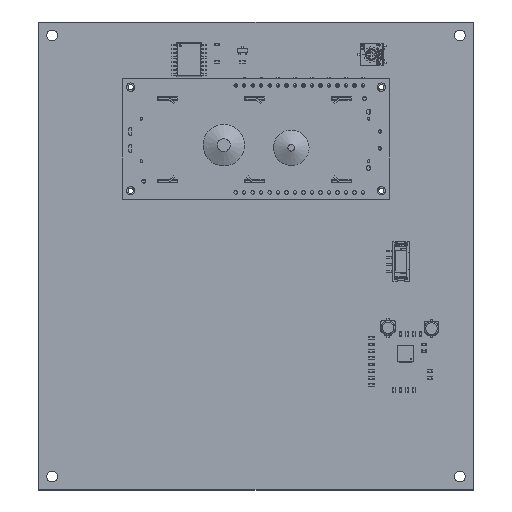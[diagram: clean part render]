
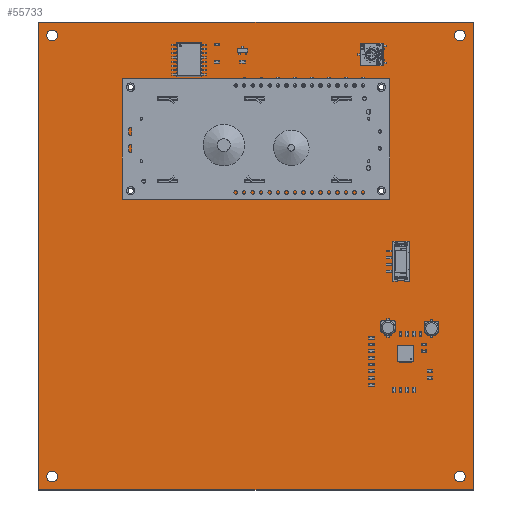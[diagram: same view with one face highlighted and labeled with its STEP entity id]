
A CAD part, top view. The second image highlights one B-rep face of the part: STEP entity #55733.
In plain terms, the highlighted planar face has unit normal (0, 0, 1).
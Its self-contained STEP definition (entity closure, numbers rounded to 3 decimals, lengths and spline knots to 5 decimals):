
#1263=CIRCLE('',#59777,0.0016);
#1265=CIRCLE('',#59780,0.0015);
#1267=CIRCLE('',#59783,0.0015);
#1269=CIRCLE('',#59786,0.0016);
#1271=CIRCLE('',#59789,0.0016);
#1273=CIRCLE('',#59792,0.0005);
#1275=CIRCLE('',#59796,0.0005);
#1277=CIRCLE('',#59800,0.0005);
#1279=CIRCLE('',#59804,0.0005);
#1281=CIRCLE('',#59808,0.0016);
#1283=CIRCLE('',#59811,0.0015);
#1285=CIRCLE('',#59814,0.0015);
#16323=ORIENTED_EDGE('',*,*,#23606,.F.);
#16324=ORIENTED_EDGE('',*,*,#23608,.F.);
#16325=ORIENTED_EDGE('',*,*,#23610,.F.);
#16326=ORIENTED_EDGE('',*,*,#23612,.F.);
#16327=ORIENTED_EDGE('',*,*,#23614,.F.);
#16328=ORIENTED_EDGE('',*,*,#23635,.F.);
#16329=ORIENTED_EDGE('',*,*,#23633,.T.);
#16330=ORIENTED_EDGE('',*,*,#23629,.F.);
#16331=ORIENTED_EDGE('',*,*,#23627,.T.);
#16332=ORIENTED_EDGE('',*,*,#23623,.F.);
#16333=ORIENTED_EDGE('',*,*,#23621,.T.);
#16334=ORIENTED_EDGE('',*,*,#23617,.F.);
#16335=ORIENTED_EDGE('',*,*,#23639,.T.);
#16336=ORIENTED_EDGE('',*,*,#23640,.F.);
#16337=ORIENTED_EDGE('',*,*,#23642,.F.);
#16338=ORIENTED_EDGE('',*,*,#23644,.F.);
#16339=ORIENTED_EDGE('',*,*,#23650,.F.);
#16340=ORIENTED_EDGE('',*,*,#23647,.F.);
#16341=ORIENTED_EDGE('',*,*,#23651,.F.);
#16342=ORIENTED_EDGE('',*,*,#23652,.F.);
#23606=EDGE_CURVE('',#28404,#28404,#1263,.T.);
#23608=EDGE_CURVE('',#28406,#28406,#1265,.T.);
#23610=EDGE_CURVE('',#28408,#28408,#1267,.T.);
#23612=EDGE_CURVE('',#28410,#28410,#1269,.T.);
#23614=EDGE_CURVE('',#28412,#28412,#1271,.T.);
#23617=EDGE_CURVE('',#28415,#28416,#1273,.T.);
#23621=EDGE_CURVE('',#28419,#28416,#34602,.T.);
#23623=EDGE_CURVE('',#28419,#28420,#1275,.T.);
#23627=EDGE_CURVE('',#28423,#28420,#34606,.T.);
#23629=EDGE_CURVE('',#28423,#28424,#1277,.T.);
#23633=EDGE_CURVE('',#28427,#28424,#34610,.T.);
#23635=EDGE_CURVE('',#28427,#28428,#1279,.T.);
#23639=EDGE_CURVE('',#28415,#28428,#34614,.T.);
#23640=EDGE_CURVE('',#28430,#28430,#1281,.T.);
#23642=EDGE_CURVE('',#28432,#28432,#1283,.T.);
#23644=EDGE_CURVE('',#28434,#28434,#1285,.T.);
#23647=EDGE_CURVE('',#28437,#28438,#34616,.T.);
#23650=EDGE_CURVE('',#28438,#28440,#34619,.T.);
#23651=EDGE_CURVE('',#28441,#28437,#34620,.T.);
#23652=EDGE_CURVE('',#28440,#28441,#34621,.T.);
#28404=VERTEX_POINT('',#89296);
#28406=VERTEX_POINT('',#89301);
#28408=VERTEX_POINT('',#89306);
#28410=VERTEX_POINT('',#89311);
#28412=VERTEX_POINT('',#89316);
#28415=VERTEX_POINT('',#89322);
#28416=VERTEX_POINT('',#89324);
#28419=VERTEX_POINT('',#89332);
#28420=VERTEX_POINT('',#89336);
#28423=VERTEX_POINT('',#89344);
#28424=VERTEX_POINT('',#89348);
#28427=VERTEX_POINT('',#89356);
#28428=VERTEX_POINT('',#89360);
#28430=VERTEX_POINT('',#89369);
#28432=VERTEX_POINT('',#89374);
#28434=VERTEX_POINT('',#89379);
#28437=VERTEX_POINT('',#89385);
#28438=VERTEX_POINT('',#89387);
#28440=VERTEX_POINT('',#89393);
#28441=VERTEX_POINT('',#89395);
#34602=LINE('',#89331,#40785);
#34606=LINE('',#89343,#40789);
#34610=LINE('',#89355,#40793);
#34614=LINE('',#89366,#40797);
#34616=LINE('',#89386,#40799);
#34619=LINE('',#89392,#40802);
#34620=LINE('',#89394,#40803);
#34621=LINE('',#89396,#40804);
#40785=VECTOR('',#73602,1.);
#40789=VECTOR('',#73614,1.);
#40793=VECTOR('',#73626,1.);
#40797=VECTOR('',#73638,1.);
#40799=VECTOR('',#73660,1.);
#40802=VECTOR('',#73665,1.);
#40803=VECTOR('',#73666,1.);
#40804=VECTOR('',#73667,1.);
#43846=EDGE_LOOP('',(#16323));
#43847=EDGE_LOOP('',(#16324));
#43848=EDGE_LOOP('',(#16325));
#43849=EDGE_LOOP('',(#16326));
#43850=EDGE_LOOP('',(#16327));
#43851=EDGE_LOOP('',(#16328,#16329,#16330,#16331,#16332,#16333,#16334,#16335));
#43852=EDGE_LOOP('',(#16336));
#43853=EDGE_LOOP('',(#16337));
#43854=EDGE_LOOP('',(#16338));
#43855=EDGE_LOOP('',(#16339,#16340,#16341,#16342));
#46905=FACE_BOUND('',#43846,.T.);
#46906=FACE_BOUND('',#43847,.T.);
#46907=FACE_BOUND('',#43848,.T.);
#46908=FACE_BOUND('',#43849,.T.);
#46909=FACE_BOUND('',#43850,.T.);
#46910=FACE_BOUND('',#43851,.T.);
#46911=FACE_BOUND('',#43852,.T.);
#46912=FACE_BOUND('',#43853,.T.);
#46913=FACE_BOUND('',#43854,.T.);
#46914=FACE_BOUND('',#43855,.T.);
#49113=PLANE('',#59817);
#55733=ADVANCED_FACE('',(#46905,#46906,#46907,#46908,#46909,#46910,#46911,
#46912,#46913,#46914),#49113,.F.);
#59777=AXIS2_PLACEMENT_3D('',#89295,#73563,#73564);
#59780=AXIS2_PLACEMENT_3D('',#89300,#73569,#73570);
#59783=AXIS2_PLACEMENT_3D('',#89305,#73575,#73576);
#59786=AXIS2_PLACEMENT_3D('',#89310,#73581,#73582);
#59789=AXIS2_PLACEMENT_3D('',#89315,#73587,#73588);
#59792=AXIS2_PLACEMENT_3D('',#89323,#73594,#73595);
#59796=AXIS2_PLACEMENT_3D('',#89335,#73606,#73607);
#59800=AXIS2_PLACEMENT_3D('',#89347,#73618,#73619);
#59804=AXIS2_PLACEMENT_3D('',#89359,#73630,#73631);
#59808=AXIS2_PLACEMENT_3D('',#89368,#73641,#73642);
#59811=AXIS2_PLACEMENT_3D('',#89373,#73647,#73648);
#59814=AXIS2_PLACEMENT_3D('',#89378,#73653,#73654);
#59817=AXIS2_PLACEMENT_3D('',#89391,#73663,#73664);
#73563=DIRECTION('',(0.,0.,1.));
#73564=DIRECTION('',(1.,0.,0.));
#73569=DIRECTION('',(0.,0.,1.));
#73570=DIRECTION('',(1.,0.,0.));
#73575=DIRECTION('',(0.,0.,1.));
#73576=DIRECTION('',(1.,0.,0.));
#73581=DIRECTION('',(0.,0.,1.));
#73582=DIRECTION('',(1.,0.,0.));
#73587=DIRECTION('',(0.,0.,1.));
#73588=DIRECTION('',(1.,0.,0.));
#73594=DIRECTION('',(0.,0.,1.));
#73595=DIRECTION('',(1.,0.,0.));
#73602=DIRECTION('',(0.,-1.,0.));
#73606=DIRECTION('',(0.,0.,1.));
#73607=DIRECTION('',(1.,0.,0.));
#73614=DIRECTION('',(1.,0.,0.));
#73618=DIRECTION('',(0.,0.,1.));
#73619=DIRECTION('',(1.,0.,0.));
#73626=DIRECTION('',(0.,1.,0.));
#73630=DIRECTION('',(0.,0.,1.));
#73631=DIRECTION('',(1.,0.,0.));
#73638=DIRECTION('',(-1.,0.,0.));
#73641=DIRECTION('',(0.,0.,1.));
#73642=DIRECTION('',(1.,0.,0.));
#73647=DIRECTION('',(0.,0.,1.));
#73648=DIRECTION('',(1.,0.,0.));
#73653=DIRECTION('',(0.,0.,1.));
#73654=DIRECTION('',(1.,0.,0.));
#73660=DIRECTION('',(-1.,0.,0.));
#73663=DIRECTION('',(0.,0.,-1.));
#73664=DIRECTION('',(-1.,0.,0.));
#73665=DIRECTION('',(0.,1.,0.));
#73666=DIRECTION('',(0.,-1.,0.));
#73667=DIRECTION('',(1.,0.,0.));
#89295=CARTESIAN_POINT('',(0.0775,-0.045,0.0016));
#89296=CARTESIAN_POINT('',(0.0791,-0.045,0.0016));
#89300=CARTESIAN_POINT('',(0.101,-0.0605,0.0016));
#89301=CARTESIAN_POINT('',(0.1025,-0.0605,0.0016));
#89305=CARTESIAN_POINT('',(0.176,-0.0605,0.0016));
#89306=CARTESIAN_POINT('',(0.1775,-0.0605,0.0016));
#89310=CARTESIAN_POINT('',(0.1995,-0.045,0.0016));
#89311=CARTESIAN_POINT('',(0.2011,-0.045,0.0016));
#89315=CARTESIAN_POINT('',(0.1995,-0.177,0.0016));
#89316=CARTESIAN_POINT('',(0.2011,-0.177,0.0016));
#89322=CARTESIAN_POINT('',(0.1735,-0.089,0.0016));
#89323=CARTESIAN_POINT('',(0.1735,-0.0885,0.0016));
#89324=CARTESIAN_POINT('',(0.174,-0.0885,0.0016));
#89331=CARTESIAN_POINT('',(0.174,-0.0635,0.0016));
#89332=CARTESIAN_POINT('',(0.174,-0.0635,0.0016));
#89335=CARTESIAN_POINT('',(0.1735,-0.0635,0.0016));
#89336=CARTESIAN_POINT('',(0.1735,-0.063,0.0016));
#89343=CARTESIAN_POINT('',(0.1025,-0.063,0.0016));
#89344=CARTESIAN_POINT('',(0.1025,-0.063,0.0016));
#89347=CARTESIAN_POINT('',(0.1025,-0.0635,0.0016));
#89348=CARTESIAN_POINT('',(0.102,-0.0635,0.0016));
#89355=CARTESIAN_POINT('',(0.102,-0.0885,0.0016));
#89356=CARTESIAN_POINT('',(0.102,-0.0885,0.0016));
#89359=CARTESIAN_POINT('',(0.1025,-0.0885,0.0016));
#89360=CARTESIAN_POINT('',(0.1025,-0.089,0.0016));
#89366=CARTESIAN_POINT('',(0.1735,-0.089,0.0016));
#89368=CARTESIAN_POINT('',(0.0775,-0.177,0.0016));
#89369=CARTESIAN_POINT('',(0.0791,-0.177,0.0016));
#89373=CARTESIAN_POINT('',(0.176,-0.0915,0.0016));
#89374=CARTESIAN_POINT('',(0.1775,-0.0915,0.0016));
#89378=CARTESIAN_POINT('',(0.101,-0.0915,0.0016));
#89379=CARTESIAN_POINT('',(0.1025,-0.0915,0.0016));
#89385=CARTESIAN_POINT('',(0.2035,-0.181,0.0016));
#89386=CARTESIAN_POINT('',(0.2035,-0.181,0.0016));
#89387=CARTESIAN_POINT('',(0.0735,-0.181,0.0016));
#89391=CARTESIAN_POINT('',(0.1385,-0.111,0.0016));
#89392=CARTESIAN_POINT('',(0.0735,-0.181,0.0016));
#89393=CARTESIAN_POINT('',(0.0735,-0.041,0.0016));
#89394=CARTESIAN_POINT('',(0.2035,-0.041,0.0016));
#89395=CARTESIAN_POINT('',(0.2035,-0.041,0.0016));
#89396=CARTESIAN_POINT('',(0.0735,-0.041,0.0016));
